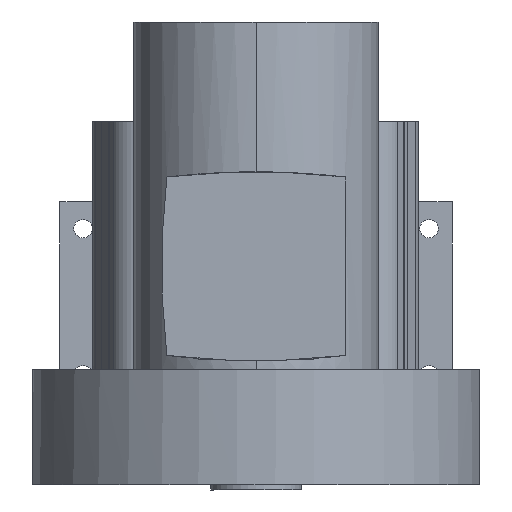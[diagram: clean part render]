
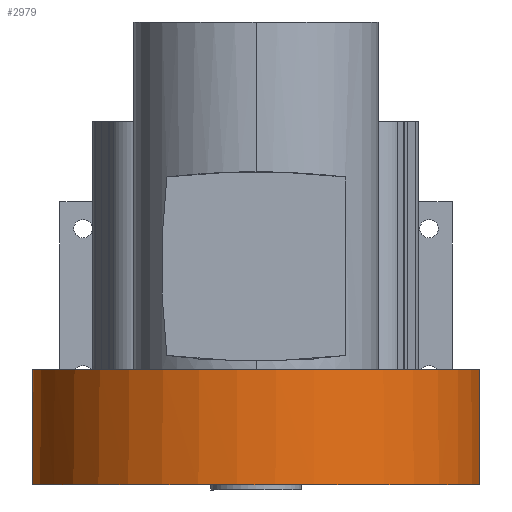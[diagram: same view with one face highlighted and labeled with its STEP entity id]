
A CAD part, front view. The second image highlights one B-rep face of the part: STEP entity #2979.
In plain terms, the highlighted cylindrical face has radius 145.5 mm (diameter 291 mm), a partial arc.
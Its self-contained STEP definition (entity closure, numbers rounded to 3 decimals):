
#745 = LINE ( 'NONE', #7551, #1351 ) ;
#800 = CARTESIAN_POINT ( 'NONE',  ( 0., 0., 58.1 ) ) ;
#1351 = VECTOR ( 'NONE', #4918, 1000. ) ;
#1354 = VERTEX_POINT ( 'NONE', #9136 ) ;
#1984 = CARTESIAN_POINT ( 'NONE',  ( 0., 0., 58.1 ) ) ;
#2358 = LINE ( 'NONE', #5856, #9225 ) ;
#2389 = CIRCLE ( 'NONE', #7693, 145.5 ) ;
#2454 = CIRCLE ( 'NONE', #9572, 145.5 ) ;
#2484 = DIRECTION ( 'NONE',  ( 0., 0., 1. ) ) ;
#2808 = CIRCLE ( 'NONE', #11221, 145.5 ) ;
#2979 = ADVANCED_FACE ( 'NONE', ( #4948 ), #3449, .T. ) ;
#3449 = CYLINDRICAL_SURFACE ( 'NONE', #3636, 145.5 ) ;
#3522 = DIRECTION ( 'NONE',  ( 0., -1., 0. ) ) ;
#3531 = EDGE_CURVE ( 'NONE', #9437, #10944, #2389, .T. ) ;
#3636 = AXIS2_PLACEMENT_3D ( 'NONE', #6884, #4196, #10427 ) ;
#3739 = DIRECTION ( 'NONE',  ( 0., 0., -1. ) ) ;
#3899 = CIRCLE ( 'NONE', #4452, 145.5 ) ;
#4196 = DIRECTION ( 'NONE',  ( 0., 0., -1. ) ) ;
#4452 = AXIS2_PLACEMENT_3D ( 'NONE', #800, #8729, #3522 ) ;
#4495 = CARTESIAN_POINT ( 'NONE',  ( -39.626, 140., -16.7 ) ) ;
#4901 = VERTEX_POINT ( 'NONE', #4495 ) ;
#4918 = DIRECTION ( 'NONE',  ( 0., 0., 1. ) ) ;
#4937 = ORIENTED_EDGE ( 'NONE', *, *, #3531, .T. ) ;
#4948 = FACE_OUTER_BOUND ( 'NONE', #9795, .T. ) ;
#5669 = CARTESIAN_POINT ( 'NONE',  ( -39.626, 140., 58.1 ) ) ;
#5856 = CARTESIAN_POINT ( 'NONE',  ( -39.626, 140., -20. ) ) ;
#6812 = ORIENTED_EDGE ( 'NONE', *, *, #8637, .T. ) ;
#6832 = ORIENTED_EDGE ( 'NONE', *, *, #8370, .T. ) ;
#6834 = ORIENTED_EDGE ( 'NONE', *, *, #9518, .T. ) ;
#6884 = CARTESIAN_POINT ( 'NONE',  ( 0., 0., -20. ) ) ;
#7017 = CARTESIAN_POINT ( 'NONE',  ( 39.626, 140., -16.7 ) ) ;
#7183 = EDGE_CURVE ( 'NONE', #10182, #1354, #745, .T. ) ;
#7514 = VERTEX_POINT ( 'NONE', #8212 ) ;
#7551 = CARTESIAN_POINT ( 'NONE',  ( 39.626, 140., -20. ) ) ;
#7588 = CARTESIAN_POINT ( 'NONE',  ( 0., 0., -16.7 ) ) ;
#7683 = DIRECTION ( 'NONE',  ( 0., 0., -1. ) ) ;
#7693 = AXIS2_PLACEMENT_3D ( 'NONE', #1984, #8966, #10857 ) ;
#8093 = CARTESIAN_POINT ( 'NONE',  ( 0., 0., 58.1 ) ) ;
#8159 = EDGE_CURVE ( 'NONE', #1354, #7514, #3899, .T. ) ;
#8212 = CARTESIAN_POINT ( 'NONE',  ( 105.552, 100.145, 58.1 ) ) ;
#8369 = CARTESIAN_POINT ( 'NONE',  ( -106.021, 99.649, 58.1 ) ) ;
#8370 = EDGE_CURVE ( 'NONE', #7514, #9437, #2454, .T. ) ;
#8372 = ORIENTED_EDGE ( 'NONE', *, *, #8159, .T. ) ;
#8637 = EDGE_CURVE ( 'NONE', #4901, #10182, #2808, .T. ) ;
#8729 = DIRECTION ( 'NONE',  ( 0., 0., -1. ) ) ;
#8966 = DIRECTION ( 'NONE',  ( 0., 0., -1. ) ) ;
#9136 = CARTESIAN_POINT ( 'NONE',  ( 39.626, 140., 58.1 ) ) ;
#9225 = VECTOR ( 'NONE', #7683, 1000. ) ;
#9293 = ORIENTED_EDGE ( 'NONE', *, *, #7183, .T. ) ;
#9437 = VERTEX_POINT ( 'NONE', #8369 ) ;
#9463 = DIRECTION ( 'NONE',  ( -1., 0., 0. ) ) ;
#9518 = EDGE_CURVE ( 'NONE', #10944, #4901, #2358, .T. ) ;
#9572 = AXIS2_PLACEMENT_3D ( 'NONE', #8093, #3739, #10717 ) ;
#9795 = EDGE_LOOP ( 'NONE', ( #9293, #8372, #6832, #4937, #6834, #6812 ) ) ;
#10182 = VERTEX_POINT ( 'NONE', #7017 ) ;
#10427 = DIRECTION ( 'NONE',  ( 0., 1., 0. ) ) ;
#10717 = DIRECTION ( 'NONE',  ( 0., -1., 0. ) ) ;
#10857 = DIRECTION ( 'NONE',  ( 0., -1., 0. ) ) ;
#10944 = VERTEX_POINT ( 'NONE', #5669 ) ;
#11221 = AXIS2_PLACEMENT_3D ( 'NONE', #7588, #2484, #9463 ) ;
